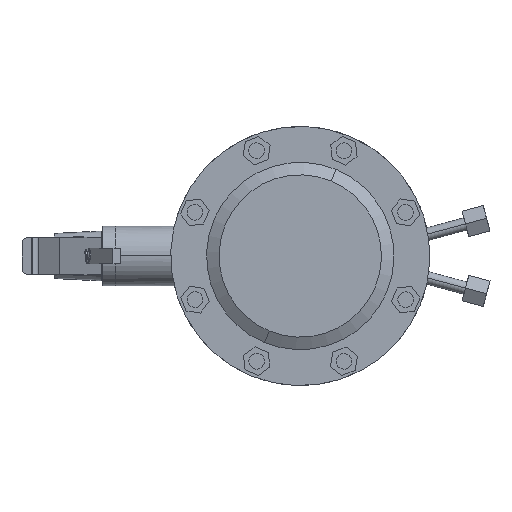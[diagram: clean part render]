
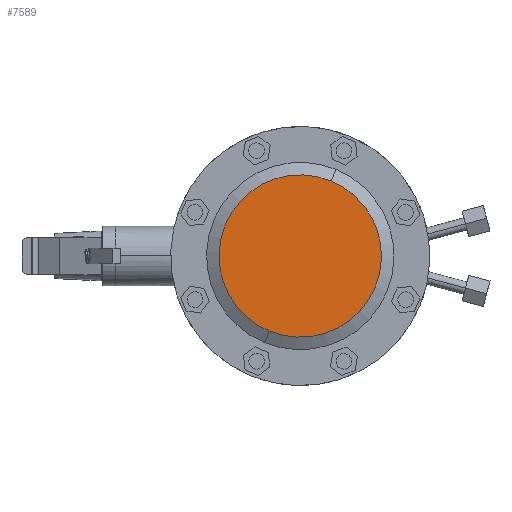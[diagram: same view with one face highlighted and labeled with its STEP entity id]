
A CAD part, left-side view. The second image highlights one B-rep face of the part: STEP entity #7589.
In plain terms, the highlighted planar face has unit normal (-1, 0, 0).
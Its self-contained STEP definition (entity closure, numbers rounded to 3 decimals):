
#180 = CARTESIAN_POINT ( 'NONE',  ( -44.2, 19.9, -48.042 ) ) ;
#493 = VERTEX_POINT ( 'NONE', #180 ) ;
#2433 = CIRCLE ( 'NONE', #9708, 52. ) ;
#4490 = ORIENTED_EDGE ( 'NONE', *, *, #10662, .F. ) ;
#4942 = EDGE_LOOP ( 'NONE', ( #4490, #5195 ) ) ;
#5195 = ORIENTED_EDGE ( 'NONE', *, *, #5514, .F. ) ;
#5436 = FACE_OUTER_BOUND ( 'NONE', #4942, .T. ) ;
#5514 = EDGE_CURVE ( 'NONE', #11654, #493, #5691, .T. ) ;
#5691 = CIRCLE ( 'NONE', #8876, 52. ) ;
#5797 = DIRECTION ( 'NONE',  ( 1., 0., 0. ) ) ;
#5817 = DIRECTION ( 'NONE',  ( 0., 0.383, -0.924 ) ) ;
#5834 = CARTESIAN_POINT ( 'NONE',  ( -44.2, 0., 0. ) ) ;
#6032 = DIRECTION ( 'NONE',  ( 1., 0., 0. ) ) ;
#6385 = AXIS2_PLACEMENT_3D ( 'NONE', #10458, #6032, #9396 ) ;
#7589 = ADVANCED_FACE ( 'NONE', ( #5436 ), #9939, .F. ) ;
#8211 = CARTESIAN_POINT ( 'NONE',  ( -44.2, -19.9, 48.042 ) ) ;
#8788 = DIRECTION ( 'NONE',  ( 0., 0.383, -0.924 ) ) ;
#8817 = DIRECTION ( 'NONE',  ( 1., 0., 0. ) ) ;
#8818 = CARTESIAN_POINT ( 'NONE',  ( -44.2, 0., 0. ) ) ;
#8876 = AXIS2_PLACEMENT_3D ( 'NONE', #8818, #8817, #8788 ) ;
#9396 = DIRECTION ( 'NONE',  ( 0., 0.383, -0.924 ) ) ;
#9708 = AXIS2_PLACEMENT_3D ( 'NONE', #5834, #5797, #5817 ) ;
#9939 = PLANE ( 'NONE',  #6385 ) ;
#10458 = CARTESIAN_POINT ( 'NONE',  ( -44.2, 0., 0. ) ) ;
#10662 = EDGE_CURVE ( 'NONE', #493, #11654, #2433, .T. ) ;
#11654 = VERTEX_POINT ( 'NONE', #8211 ) ;
